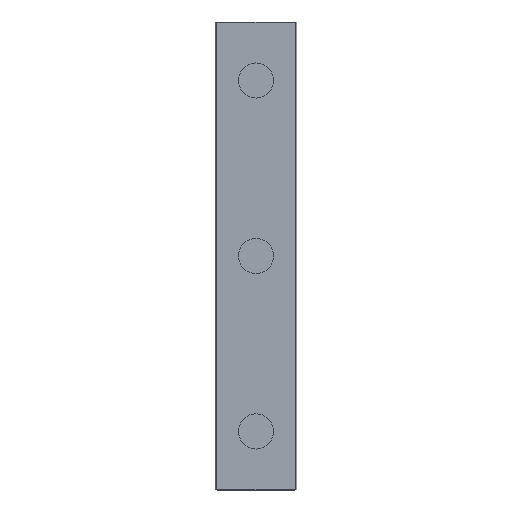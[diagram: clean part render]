
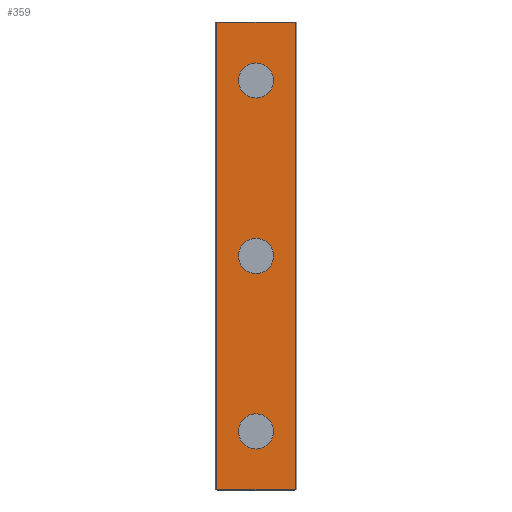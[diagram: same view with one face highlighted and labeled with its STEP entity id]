
A CAD part, top view. The second image highlights one B-rep face of the part: STEP entity #359.
In plain terms, the highlighted planar face has unit normal (0, 0, 1).
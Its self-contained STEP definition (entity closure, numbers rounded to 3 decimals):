
#359=ADVANCED_FACE('',(#734,#735,#736,#737),#738,.T.);
#734=FACE_BOUND('',#1121,.T.);
#735=FACE_BOUND('',#1122,.T.);
#736=FACE_BOUND('',#1123,.T.);
#737=FACE_OUTER_BOUND('',#1124,.T.);
#738=PLANE('',#1125);
#1121=EDGE_LOOP('',(#2167,#2168));
#1122=EDGE_LOOP('',(#2169,#2170));
#1123=EDGE_LOOP('',(#2171,#2172));
#1124=EDGE_LOOP('',(#2173,#2174,#2175,#2176));
#1125=AXIS2_PLACEMENT_3D('',#2177,#2178,#2179);
#2167=ORIENTED_EDGE('',*,*,#2344,.T.);
#2168=ORIENTED_EDGE('',*,*,#2679,.T.);
#2169=ORIENTED_EDGE('',*,*,#2334,.T.);
#2170=ORIENTED_EDGE('',*,*,#2685,.T.);
#2171=ORIENTED_EDGE('',*,*,#2324,.T.);
#2172=ORIENTED_EDGE('',*,*,#2691,.T.);
#2173=ORIENTED_EDGE('',*,*,#2666,.T.);
#2174=ORIENTED_EDGE('',*,*,#2721,.F.);
#2175=ORIENTED_EDGE('',*,*,#2548,.F.);
#2176=ORIENTED_EDGE('',*,*,#2719,.T.);
#2177=CARTESIAN_POINT('',(0.0,80.0,5.2));
#2178=DIRECTION('',(0.0,0.0,1.0));
#2179=DIRECTION('',(-1.0,0.0,-0.0));
#2324=EDGE_CURVE('',#2782,#2779,#2783,.T.);
#2334=EDGE_CURVE('',#2800,#2797,#2801,.T.);
#2344=EDGE_CURVE('',#2818,#2815,#2819,.T.);
#2548=EDGE_CURVE('',#3123,#3125,#3126,.T.);
#2666=EDGE_CURVE('',#3314,#3312,#3315,.T.);
#2679=EDGE_CURVE('',#2815,#2818,#3337,.T.);
#2685=EDGE_CURVE('',#2797,#2800,#3343,.T.);
#2691=EDGE_CURVE('',#2779,#2782,#3349,.T.);
#2719=EDGE_CURVE('',#3123,#3314,#3377,.T.);
#2721=EDGE_CURVE('',#3125,#3312,#3379,.T.);
#2779=VERTEX_POINT('',#3443);
#2782=VERTEX_POINT('',#3447);
#2783=CIRCLE('',#3448,3.0);
#2797=VERTEX_POINT('',#3465);
#2800=VERTEX_POINT('',#3469);
#2801=CIRCLE('',#3470,3.0);
#2815=VERTEX_POINT('',#3487);
#2818=VERTEX_POINT('',#3491);
#2819=CIRCLE('',#3492,3.0);
#3123=VERTEX_POINT('',#3922);
#3125=VERTEX_POINT('',#3925);
#3126=LINE('',#3926,#3927);
#3312=VERTEX_POINT('',#4191);
#3314=VERTEX_POINT('',#4194);
#3315=LINE('',#4195,#4196);
#3337=CIRCLE('',#4222,3.0);
#3343=CIRCLE('',#4228,3.0);
#3349=CIRCLE('',#4234,3.0);
#3377=LINE('',#4273,#4274);
#3379=LINE('',#4276,#4277);
#3443=CARTESIAN_POINT('',(3.0,10.0,5.2));
#3447=CARTESIAN_POINT('',(-3.0,10.0,5.2));
#3448=AXIS2_PLACEMENT_3D('',#4345,#4346,#4347);
#3465=CARTESIAN_POINT('',(3.0,40.0,5.2));
#3469=CARTESIAN_POINT('',(-3.0,40.0,5.2));
#3470=AXIS2_PLACEMENT_3D('',#4361,#4362,#4363);
#3487=CARTESIAN_POINT('',(3.0,70.0,5.2));
#3491=CARTESIAN_POINT('',(-3.0,70.0,5.2));
#3492=AXIS2_PLACEMENT_3D('',#4377,#4378,#4379);
#3922=CARTESIAN_POINT('',(-6.7,80.0,5.2));
#3925=CARTESIAN_POINT('',(6.7,80.0,5.2));
#3926=CARTESIAN_POINT('',(-6.7,80.0,5.2));
#3927=VECTOR('',#4576,1.0);
#4191=CARTESIAN_POINT('',(6.7,0.0,5.2));
#4194=CARTESIAN_POINT('',(-6.7,0.0,5.2));
#4195=CARTESIAN_POINT('',(-6.7,0.0,5.2));
#4196=VECTOR('',#4698,1.0);
#4222=AXIS2_PLACEMENT_3D('',#4724,#4725,#4726);
#4228=AXIS2_PLACEMENT_3D('',#4733,#4734,#4735);
#4234=AXIS2_PLACEMENT_3D('',#4742,#4743,#4744);
#4273=CARTESIAN_POINT('',(-6.7,80.0,5.2));
#4274=VECTOR('',#4762,1.0);
#4276=CARTESIAN_POINT('',(6.7,80.0,5.2));
#4277=VECTOR('',#4763,1.0);
#4345=CARTESIAN_POINT('',(0.0,10.0,5.2));
#4346=DIRECTION('',(0.0,0.0,-1.0));
#4347=DIRECTION('',(1.0,0.0,0.0));
#4361=CARTESIAN_POINT('',(0.0,40.0,5.2));
#4362=DIRECTION('',(0.0,0.0,-1.0));
#4363=DIRECTION('',(1.0,0.0,0.0));
#4377=CARTESIAN_POINT('',(0.0,70.0,5.2));
#4378=DIRECTION('',(0.0,0.0,-1.0));
#4379=DIRECTION('',(1.0,0.0,0.0));
#4576=DIRECTION('',(1.0,0.0,0.0));
#4698=DIRECTION('',(1.0,0.0,0.0));
#4724=CARTESIAN_POINT('',(0.0,70.0,5.2));
#4725=DIRECTION('',(0.0,0.0,-1.0));
#4726=DIRECTION('',(1.0,0.0,0.0));
#4733=CARTESIAN_POINT('',(0.0,40.0,5.2));
#4734=DIRECTION('',(0.0,0.0,-1.0));
#4735=DIRECTION('',(1.0,0.0,0.0));
#4742=CARTESIAN_POINT('',(0.0,10.0,5.2));
#4743=DIRECTION('',(0.0,0.0,-1.0));
#4744=DIRECTION('',(1.0,0.0,0.0));
#4762=DIRECTION('',(0.0,-1.0,0.0));
#4763=DIRECTION('',(0.0,-1.0,0.0));
